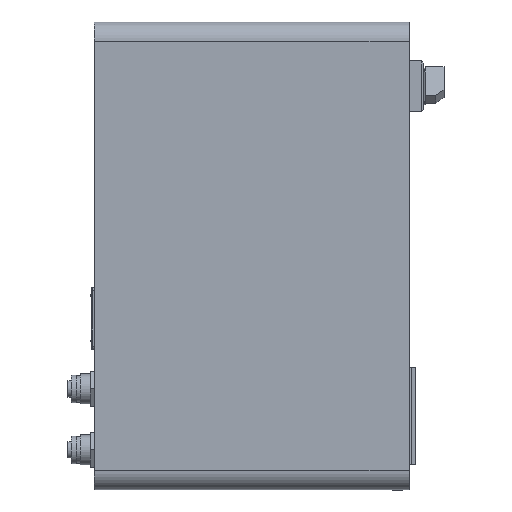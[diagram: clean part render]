
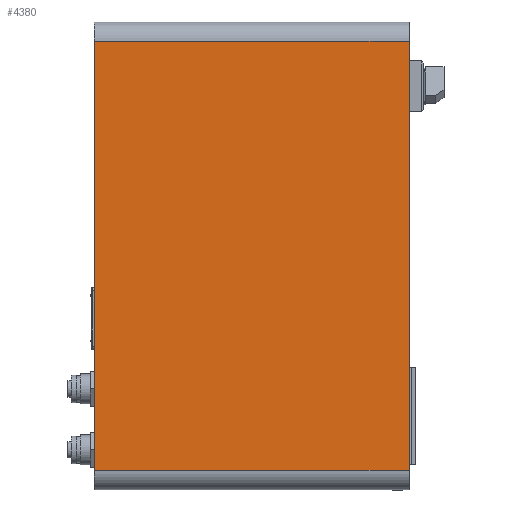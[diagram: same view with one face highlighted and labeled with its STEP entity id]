
A CAD part, top view. The second image highlights one B-rep face of the part: STEP entity #4380.
In plain terms, the highlighted planar face has unit normal (0, 0, 1).
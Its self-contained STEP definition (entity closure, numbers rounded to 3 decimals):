
#482=FACE_OUTER_BOUND('',#752,.T.);
#752=EDGE_LOOP('',(#3712,#3713,#3714,#3715));
#1192=LINE('',#7125,#1634);
#1196=LINE('',#7141,#1638);
#1202=LINE('',#7154,#1644);
#1203=LINE('',#7156,#1645);
#1634=VECTOR('',#5895,1000.);
#1638=VECTOR('',#5909,1000.);
#1644=VECTOR('',#5927,1000.);
#1645=VECTOR('',#5930,1000.);
#2013=VERTEX_POINT('',#7122);
#2014=VERTEX_POINT('',#7124);
#2020=VERTEX_POINT('',#7138);
#2021=VERTEX_POINT('',#7140);
#2580=EDGE_CURVE('',#2014,#2013,#1192,.F.);
#2587=EDGE_CURVE('',#2020,#2021,#1196,.F.);
#2596=EDGE_CURVE('',#2014,#2020,#1202,.T.);
#2597=EDGE_CURVE('',#2013,#2021,#1203,.F.);
#3712=ORIENTED_EDGE('',*,*,#2587,.F.);
#3713=ORIENTED_EDGE('',*,*,#2596,.F.);
#3714=ORIENTED_EDGE('',*,*,#2580,.T.);
#3715=ORIENTED_EDGE('',*,*,#2597,.T.);
#3916=PLANE('',#4765);
#4380=ADVANCED_FACE('',(#482),#3916,.T.);
#4765=AXIS2_PLACEMENT_3D('',#7155,#5928,#5929);
#5895=DIRECTION('',(0.,1.,0.));
#5909=DIRECTION('',(0.,1.,0.));
#5927=DIRECTION('',(1.,0.,0.));
#5928=DIRECTION('center_axis',(0.,0.,
1.));
#5929=DIRECTION('ref_axis',(0.,1.,0.));
#5930=DIRECTION('',(-1.,0.,0.));
#7122=CARTESIAN_POINT('',(-77.5,-105.7,67.1));
#7124=CARTESIAN_POINT('',(-77.5,105.7,67.1));
#7125=CARTESIAN_POINT('',(-77.5,105.7,67.1));
#7138=CARTESIAN_POINT('',(77.5,105.7,67.1));
#7140=CARTESIAN_POINT('',(77.5,-105.7,67.1));
#7141=CARTESIAN_POINT('',(77.5,105.7,67.1));
#7154=CARTESIAN_POINT('',(-77.5,105.7,67.1));
#7155=CARTESIAN_POINT('Origin',(-77.5,105.7,67.1));
#7156=CARTESIAN_POINT('',(-77.5,-105.7,67.1));
